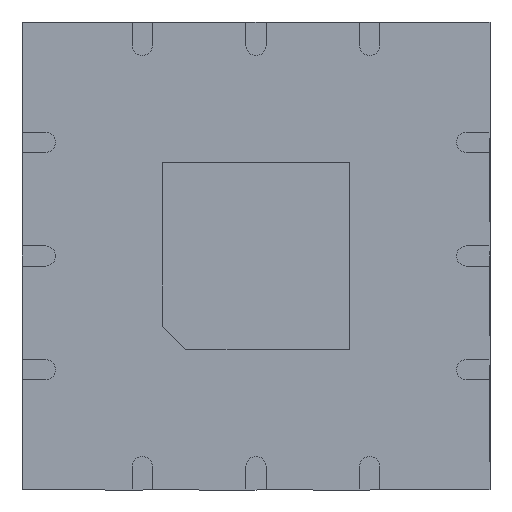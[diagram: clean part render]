
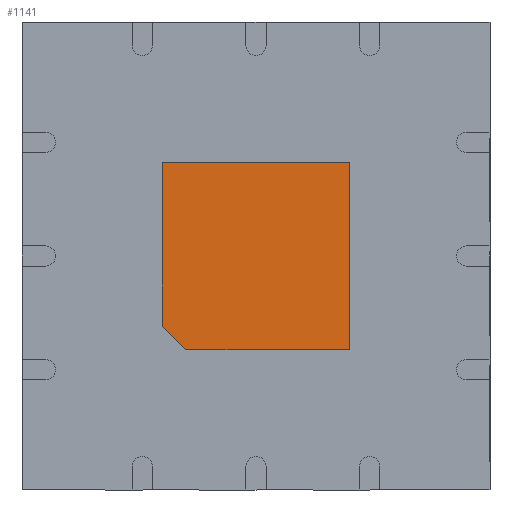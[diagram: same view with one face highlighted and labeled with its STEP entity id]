
A CAD part, front view. The second image highlights one B-rep face of the part: STEP entity #1141.
In plain terms, the highlighted planar face has unit normal (0, -1, 0).
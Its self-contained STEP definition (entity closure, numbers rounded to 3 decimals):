
#281 = CARTESIAN_POINT ( 'NONE',  ( 1.4, 0., 1.4 ) ) ;
#367 = CARTESIAN_POINT ( 'NONE',  ( 0., 0., 0. ) ) ;
#519 = EDGE_CURVE ( 'NONE', #2757, #3709, #2283, .T. ) ;
#571 = ORIENTED_EDGE ( 'NONE', *, *, #519, .T. ) ;
#585 = LINE ( 'NONE', #1639, #1287 ) ;
#628 = VECTOR ( 'NONE', #1554, 1000. ) ;
#634 = CARTESIAN_POINT ( 'NONE',  ( 1.4, 0., 1.4 ) ) ;
#639 = EDGE_CURVE ( 'NONE', #2398, #3709, #585, .T. ) ;
#1099 = EDGE_CURVE ( 'NONE', #2398, #3045, #1378, .T. ) ;
#1141 = ADVANCED_FACE ( 'NONE', ( #4154 ), #2401, .T. ) ;
#1160 = CARTESIAN_POINT ( 'NONE',  ( 1.4, 0., -1.4 ) ) ;
#1209 = CARTESIAN_POINT ( 'NONE',  ( -1.05, 0., -1.4 ) ) ;
#1224 = EDGE_CURVE ( 'NONE', #3045, #2127, #1858, .T. ) ;
#1287 = VECTOR ( 'NONE', #3058, 1000. ) ;
#1378 = LINE ( 'NONE', #2797, #4032 ) ;
#1429 = DIRECTION ( 'NONE',  ( 1., 0., 0. ) ) ;
#1554 = DIRECTION ( 'NONE',  ( 0., 0., 1. ) ) ;
#1638 = CARTESIAN_POINT ( 'NONE',  ( -1.4, 0., -1.05 ) ) ;
#1639 = CARTESIAN_POINT ( 'NONE',  ( -1.225, 0., -1.225 ) ) ;
#1659 = ORIENTED_EDGE ( 'NONE', *, *, #1099, .T. ) ;
#1728 = ORIENTED_EDGE ( 'NONE', *, *, #639, .F. ) ;
#1776 = DIRECTION ( 'NONE',  ( 0., -1., 0. ) ) ;
#1858 = LINE ( 'NONE', #1160, #628 ) ;
#1875 = CARTESIAN_POINT ( 'NONE',  ( -1.4, 0., 1.4 ) ) ;
#2069 = CARTESIAN_POINT ( 'NONE',  ( 1.4, 0., -1.4 ) ) ;
#2127 = VERTEX_POINT ( 'NONE', #281 ) ;
#2283 = LINE ( 'NONE', #2673, #3366 ) ;
#2398 = VERTEX_POINT ( 'NONE', #1209 ) ;
#2401 = PLANE ( 'NONE',  #4534 ) ;
#2638 = EDGE_LOOP ( 'NONE', ( #1728, #1659, #2852, #3007, #571 ) ) ;
#2673 = CARTESIAN_POINT ( 'NONE',  ( -1.4, 0., -1.4 ) ) ;
#2757 = VERTEX_POINT ( 'NONE', #1875 ) ;
#2797 = CARTESIAN_POINT ( 'NONE',  ( 1.4, 0., -1.4 ) ) ;
#2852 = ORIENTED_EDGE ( 'NONE', *, *, #1224, .T. ) ;
#3007 = ORIENTED_EDGE ( 'NONE', *, *, #4441, .T. ) ;
#3045 = VERTEX_POINT ( 'NONE', #2069 ) ;
#3058 = DIRECTION ( 'NONE',  ( -0.707, 0., 0.707 ) ) ;
#3366 = VECTOR ( 'NONE', #3673, 1000. ) ;
#3673 = DIRECTION ( 'NONE',  ( 0., 0., -1. ) ) ;
#3709 = VERTEX_POINT ( 'NONE', #1638 ) ;
#3762 = VECTOR ( 'NONE', #4489, 1000. ) ;
#3812 = DIRECTION ( 'NONE',  ( 0., 0., -1. ) ) ;
#4032 = VECTOR ( 'NONE', #1429, 1000. ) ;
#4154 = FACE_OUTER_BOUND ( 'NONE', #2638, .T. ) ;
#4441 = EDGE_CURVE ( 'NONE', #2127, #2757, #4562, .T. ) ;
#4489 = DIRECTION ( 'NONE',  ( -1., 0., 0. ) ) ;
#4534 = AXIS2_PLACEMENT_3D ( 'NONE', #367, #1776, #3812 ) ;
#4562 = LINE ( 'NONE', #634, #3762 ) ;
